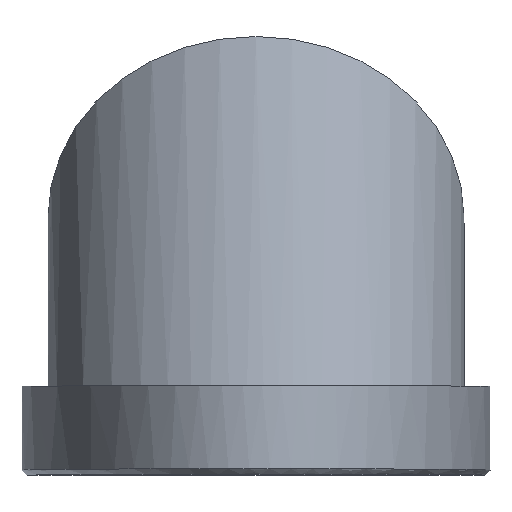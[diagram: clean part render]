
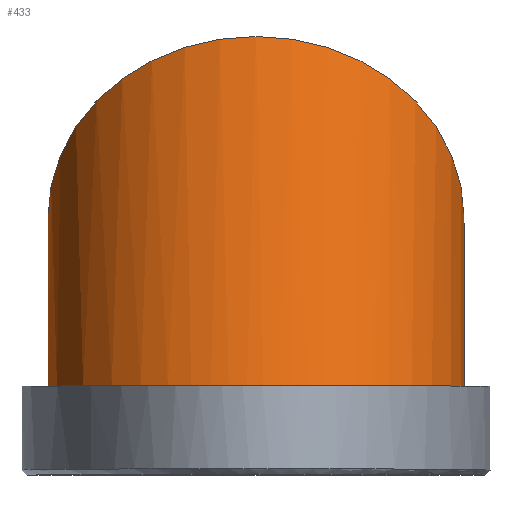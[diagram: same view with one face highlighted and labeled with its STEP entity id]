
A CAD part, top view. The second image highlights one B-rep face of the part: STEP entity #433.
In plain terms, the highlighted cylindrical face has radius 4 mm (diameter 8 mm), a partial arc.
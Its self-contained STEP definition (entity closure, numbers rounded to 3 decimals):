
#17=ELLIPSE('',#483,8.,4.);
#24=CYLINDRICAL_SURFACE('',#486,4.);
#35=CIRCLE('',#477,4.);
#80=FACE_OUTER_BOUND('',#109,.T.);
#109=EDGE_LOOP('',(#386,#387,#388,#389));
#149=LINE('',#1331,#186);
#152=LINE('',#1339,#189);
#186=VECTOR('',#583,10.);
#189=VECTOR('',#594,10.);
#221=VERTEX_POINT('',#1317);
#222=VERTEX_POINT('',#1319);
#225=VERTEX_POINT('',#1329);
#226=VERTEX_POINT('',#1333);
#271=EDGE_CURVE('',#221,#222,#35,.T.);
#277=EDGE_CURVE('',#221,#225,#149,.T.);
#279=EDGE_CURVE('',#225,#226,#17,.T.);
#281=EDGE_CURVE('',#222,#226,#152,.T.);
#386=ORIENTED_EDGE('',*,*,#279,.T.);
#387=ORIENTED_EDGE('',*,*,#281,.F.);
#388=ORIENTED_EDGE('',*,*,#271,.F.);
#389=ORIENTED_EDGE('',*,*,#277,.T.);
#433=ADVANCED_FACE('',(#80),#24,.T.);
#477=AXIS2_PLACEMENT_3D('',#1320,#570,#571);
#483=AXIS2_PLACEMENT_3D('',#1335,#587,#588);
#486=AXIS2_PLACEMENT_3D('',#1340,#595,#596);
#570=DIRECTION('center_axis',(0.,0.5,-0.866));
#571=DIRECTION('ref_axis',(1.,0.,0.));
#583=DIRECTION('',(0.,-0.5,0.866));
#587=DIRECTION('center_axis',(0.,1.,0.));
#588=DIRECTION('ref_axis',(0.,0.,1.));
#594=DIRECTION('',(0.,-0.5,0.866));
#595=DIRECTION('center_axis',(0.,-0.5,0.866));
#596=DIRECTION('ref_axis',(0.,0.866,0.5));
#1317=CARTESIAN_POINT('',(12.98,21.515,36.515));
#1319=CARTESIAN_POINT('',(20.98,21.515,36.515));
#1320=CARTESIAN_POINT('Origin',(16.98,21.515,36.515));
#1329=CARTESIAN_POINT('',(12.98,18.244,42.181));
#1331=CARTESIAN_POINT('',(12.98,21.015,37.381));
#1333=CARTESIAN_POINT('',(20.98,18.244,42.181));
#1335=CARTESIAN_POINT('Origin',(16.98,18.244,42.181));
#1339=CARTESIAN_POINT('',(20.98,21.015,37.381));
#1340=CARTESIAN_POINT('Origin',(16.98,21.015,37.381));
